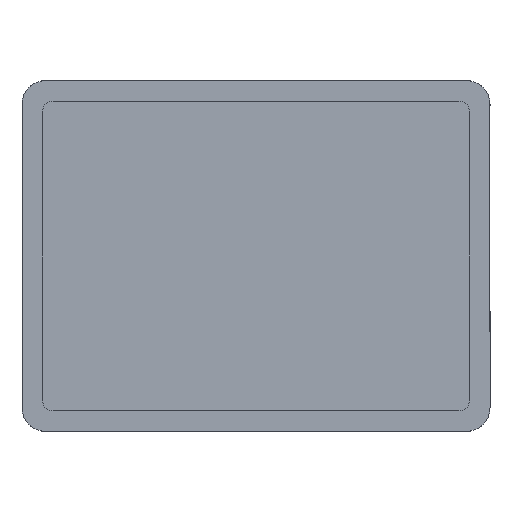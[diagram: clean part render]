
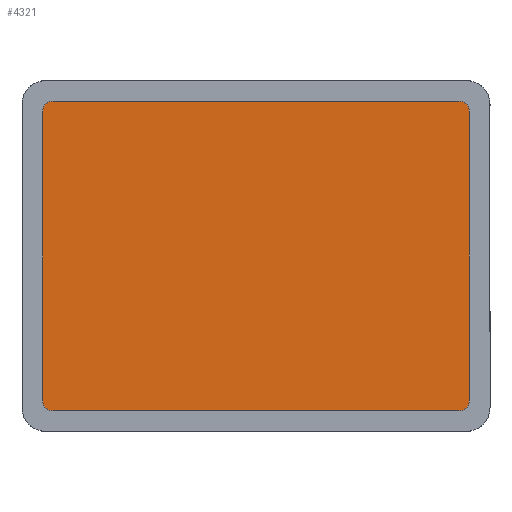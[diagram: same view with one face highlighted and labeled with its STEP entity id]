
A CAD part, front view. The second image highlights one B-rep face of the part: STEP entity #4321.
In plain terms, the highlighted planar face has unit normal (0, -1, 0).
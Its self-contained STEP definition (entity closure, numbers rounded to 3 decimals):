
#250 = ORIENTED_EDGE ( 'NONE', *, *, #17583, .F. ) ;
#305 = DIRECTION ( 'NONE',  ( 1., 0., 0. ) ) ;
#1390 = DIRECTION ( 'NONE',  ( 0., 0., 1. ) ) ;
#1843 = ORIENTED_EDGE ( 'NONE', *, *, #6990, .F. ) ;
#2259 = CIRCLE ( 'NONE', #20447, 9. ) ;
#2556 = ORIENTED_EDGE ( 'NONE', *, *, #7744, .F. ) ;
#2689 = CARTESIAN_POINT ( 'NONE',  ( -173., 0., -132. ) ) ;
#2876 = CARTESIAN_POINT ( 'NONE',  ( -173., 0., 123. ) ) ;
#3048 = DIRECTION ( 'NONE',  ( 0., 0., -1. ) ) ;
#3105 = EDGE_CURVE ( 'NONE', #12035, #19208, #16310, .T. ) ;
#3178 = CARTESIAN_POINT ( 'NONE',  ( -182., 0., -123. ) ) ;
#3583 = VERTEX_POINT ( 'NONE', #11647 ) ;
#4095 = VECTOR ( 'NONE', #305, 1000. ) ;
#4321 = ADVANCED_FACE ( 'NONE', ( #8033 ), #19105, .F. ) ;
#4343 = DIRECTION ( 'NONE',  ( 0., 1., 0. ) ) ;
#4692 = EDGE_CURVE ( 'NONE', #8370, #9769, #9689, .T. ) ;
#4755 = CARTESIAN_POINT ( 'NONE',  ( -173., 0., -123. ) ) ;
#5301 = CARTESIAN_POINT ( 'NONE',  ( -173., 0., -132. ) ) ;
#5393 = EDGE_CURVE ( 'NONE', #19208, #20686, #2259, .T. ) ;
#5860 = EDGE_CURVE ( 'NONE', #9769, #3583, #13037, .T. ) ;
#6343 = CARTESIAN_POINT ( 'NONE',  ( -173., 0., -123. ) ) ;
#6645 = AXIS2_PLACEMENT_3D ( 'NONE', #14430, #11263, #7795 ) ;
#6990 = EDGE_CURVE ( 'NONE', #3583, #8327, #17126, .T. ) ;
#6997 = VERTEX_POINT ( 'NONE', #9101 ) ;
#7078 = ORIENTED_EDGE ( 'NONE', *, *, #4692, .F. ) ;
#7549 = EDGE_CURVE ( 'NONE', #20686, #6997, #16509, .T. ) ;
#7556 = VECTOR ( 'NONE', #10789, 1000. ) ;
#7744 = EDGE_CURVE ( 'NONE', #6997, #8370, #8134, .T. ) ;
#7795 = DIRECTION ( 'NONE',  ( 0., 0., 1. ) ) ;
#8033 = FACE_OUTER_BOUND ( 'NONE', #19216, .T. ) ;
#8134 = CIRCLE ( 'NONE', #10827, 9. ) ;
#8327 = VERTEX_POINT ( 'NONE', #5301 ) ;
#8370 = VERTEX_POINT ( 'NONE', #18148 ) ;
#8615 = VECTOR ( 'NONE', #17691, 1000. ) ;
#8763 = ORIENTED_EDGE ( 'NONE', *, *, #5393, .F. ) ;
#9101 = CARTESIAN_POINT ( 'NONE',  ( 173., 0., 132. ) ) ;
#9392 = AXIS2_PLACEMENT_3D ( 'NONE', #6343, #4343, #1390 ) ;
#9689 = LINE ( 'NONE', #19179, #12665 ) ;
#9769 = VERTEX_POINT ( 'NONE', #19953 ) ;
#9989 = CARTESIAN_POINT ( 'NONE',  ( -182., 0., 123. ) ) ;
#10789 = DIRECTION ( 'NONE',  ( -1., 0., 0. ) ) ;
#10827 = AXIS2_PLACEMENT_3D ( 'NONE', #20524, #12723, #12918 ) ;
#11191 = CARTESIAN_POINT ( 'NONE',  ( -173., 0., 132. ) ) ;
#11263 = DIRECTION ( 'NONE',  ( 0., 1., 0. ) ) ;
#11503 = ORIENTED_EDGE ( 'NONE', *, *, #3105, .F. ) ;
#11647 = CARTESIAN_POINT ( 'NONE',  ( 173., 0., -132. ) ) ;
#12035 = VERTEX_POINT ( 'NONE', #3178 ) ;
#12557 = DIRECTION ( 'NONE',  ( 0., 0., 1. ) ) ;
#12665 = VECTOR ( 'NONE', #3048, 1000. ) ;
#12723 = DIRECTION ( 'NONE',  ( 0., 1., 0. ) ) ;
#12918 = DIRECTION ( 'NONE',  ( 0., 0., 1. ) ) ;
#13037 = CIRCLE ( 'NONE', #6645, 9. ) ;
#13740 = DIRECTION ( 'NONE',  ( 0., 0., 1. ) ) ;
#14430 = CARTESIAN_POINT ( 'NONE',  ( 173., 0., -123. ) ) ;
#14729 = CARTESIAN_POINT ( 'NONE',  ( -173., 0., 132. ) ) ;
#14952 = ORIENTED_EDGE ( 'NONE', *, *, #7549, .F. ) ;
#15697 = ORIENTED_EDGE ( 'NONE', *, *, #5860, .F. ) ;
#16310 = LINE ( 'NONE', #9989, #8615 ) ;
#16509 = LINE ( 'NONE', #14729, #4095 ) ;
#17126 = LINE ( 'NONE', #2689, #7556 ) ;
#17583 = EDGE_CURVE ( 'NONE', #8327, #12035, #20829, .T. ) ;
#17614 = DIRECTION ( 'NONE',  ( 0., 1., 0. ) ) ;
#17691 = DIRECTION ( 'NONE',  ( 0., 0., 1. ) ) ;
#18055 = CARTESIAN_POINT ( 'NONE',  ( -182., 0., 123. ) ) ;
#18148 = CARTESIAN_POINT ( 'NONE',  ( 182., 0., 123. ) ) ;
#18362 = AXIS2_PLACEMENT_3D ( 'NONE', #4755, #17614, #12557 ) ;
#18686 = DIRECTION ( 'NONE',  ( 0., 1., 0. ) ) ;
#19105 = PLANE ( 'NONE',  #18362 ) ;
#19179 = CARTESIAN_POINT ( 'NONE',  ( 182., 0., 123. ) ) ;
#19208 = VERTEX_POINT ( 'NONE', #18055 ) ;
#19216 = EDGE_LOOP ( 'NONE', ( #250, #1843, #15697, #7078, #2556, #14952, #8763, #11503 ) ) ;
#19953 = CARTESIAN_POINT ( 'NONE',  ( 182., 0., -123. ) ) ;
#20447 = AXIS2_PLACEMENT_3D ( 'NONE', #2876, #18686, #13740 ) ;
#20524 = CARTESIAN_POINT ( 'NONE',  ( 173., 0., 123. ) ) ;
#20686 = VERTEX_POINT ( 'NONE', #11191 ) ;
#20829 = CIRCLE ( 'NONE', #9392, 9. ) ;
